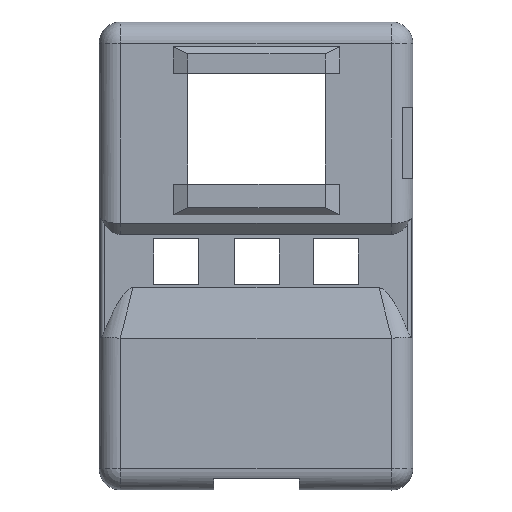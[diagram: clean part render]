
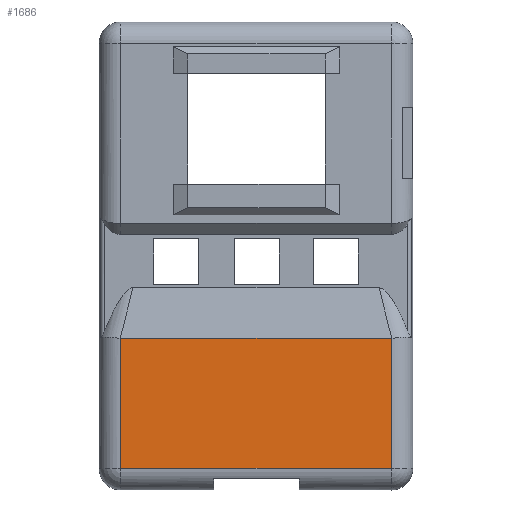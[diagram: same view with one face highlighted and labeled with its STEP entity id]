
A CAD part, top view. The second image highlights one B-rep face of the part: STEP entity #1686.
In plain terms, the highlighted planar face has unit normal (0, 0, 1).
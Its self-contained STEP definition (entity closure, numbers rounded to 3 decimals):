
#799 = VERTEX_POINT('',#800);
#800 = CARTESIAN_POINT('',(-89.875,-20.845,16.25));
#807 = EDGE_CURVE('',#808,#799,#810,.T.);
#808 = VERTEX_POINT('',#809);
#809 = CARTESIAN_POINT('',(-89.875,-2.701,16.25));
#810 = LINE('',#811,#812);
#811 = CARTESIAN_POINT('',(-89.875,-2.701,16.25));
#812 = VECTOR('',#813,1.);
#813 = DIRECTION('',(0.,-1.,0.));
#930 = VERTEX_POINT('',#931);
#931 = CARTESIAN_POINT('',(-52.125,-2.701,16.25));
#938 = EDGE_CURVE('',#939,#930,#941,.T.);
#939 = VERTEX_POINT('',#940);
#940 = CARTESIAN_POINT('',(-52.125,-20.845,16.25));
#941 = LINE('',#942,#943);
#942 = CARTESIAN_POINT('',(-52.125,-2.701,16.25));
#943 = VECTOR('',#944,1.);
#944 = DIRECTION('',(0.,1.,0.));
#1686 = ADVANCED_FACE('',(#1687),#1703,.F.);
#1687 = FACE_BOUND('',#1688,.T.);
#1688 = EDGE_LOOP('',(#1689,#1695,#1696,#1702));
#1689 = ORIENTED_EDGE('',*,*,#1690,.T.);
#1690 = EDGE_CURVE('',#799,#939,#1691,.T.);
#1691 = LINE('',#1692,#1693);
#1692 = CARTESIAN_POINT('',(-52.125,-20.845,16.25));
#1693 = VECTOR('',#1694,1.);
#1694 = DIRECTION('',(1.,0.,0.));
#1695 = ORIENTED_EDGE('',*,*,#938,.T.);
#1696 = ORIENTED_EDGE('',*,*,#1697,.F.);
#1697 = EDGE_CURVE('',#808,#930,#1698,.T.);
#1698 = LINE('',#1699,#1700);
#1699 = CARTESIAN_POINT('',(-52.125,-2.701,16.25));
#1700 = VECTOR('',#1701,1.);
#1701 = DIRECTION('',(1.,0.,0.));
#1702 = ORIENTED_EDGE('',*,*,#807,.T.);
#1703 = PLANE('',#1704);
#1704 = AXIS2_PLACEMENT_3D('',#1705,#1706,#1707);
#1705 = CARTESIAN_POINT('',(-52.125,-2.701,16.25));
#1706 = DIRECTION('',(0.,0.,-1.));
#1707 = DIRECTION('',(0.,-1.,0.));
